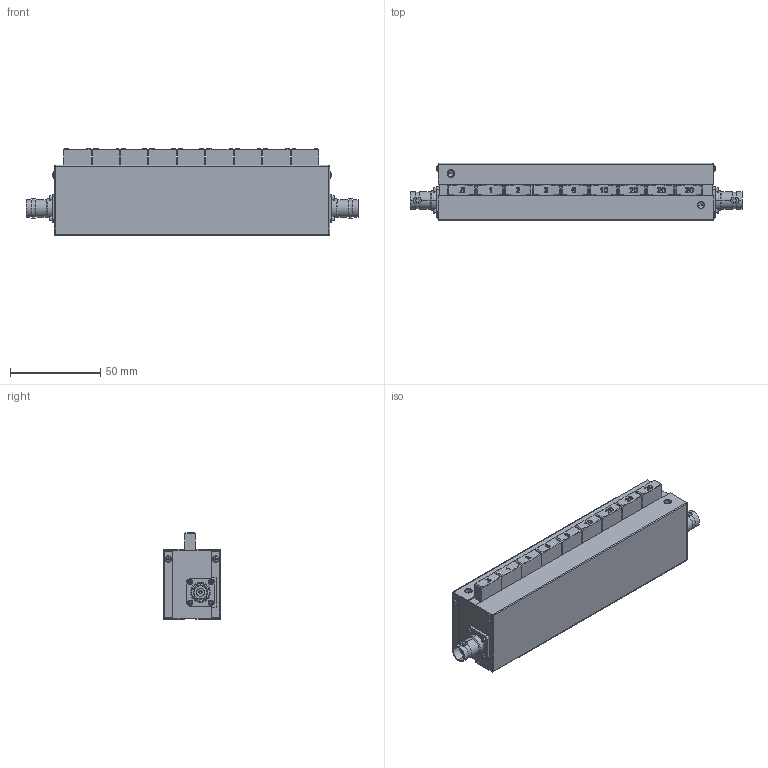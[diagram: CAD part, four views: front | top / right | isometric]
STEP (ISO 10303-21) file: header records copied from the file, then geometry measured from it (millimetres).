
FILE_DESCRIPTION (( 'STEP AP203' ), '1' );
FILE_NAME ('PE70A1021.step', '2019-06-28T18:09:05', ( '' ), ( '' ), 'SwSTEP 2.0', 'SolidWorks 2018', '' );
FILE_SCHEMA (( 'CONFIG_CONTROL_DESIGN' ));
Length unit declared in the file: inch
Products named in the file (1): PE70A1021
Bounding box: 183.91 x 31.8 x 48.1 mm (x, y, z)
Volume: 195232.7 mm3; surface area: 30554.6 mm2
Topology: 1 solids, 10 shells, 1001 faces, 2503 edges, 1586 vertices
Faces by surface type: plane 466, cylinder 254, bspline 141, cone 108, torus 24, sphere 8
Entity records: 42760 total; most frequent: CARTESIAN_POINT 20242, ORIENTED_EDGE 4998, DIRECTION 4192, EDGE_CURVE 2499, VERTEX_POINT 1586, AXIS2_PLACEMENT_3D 1477, LINE 1238, VECTOR 1238
